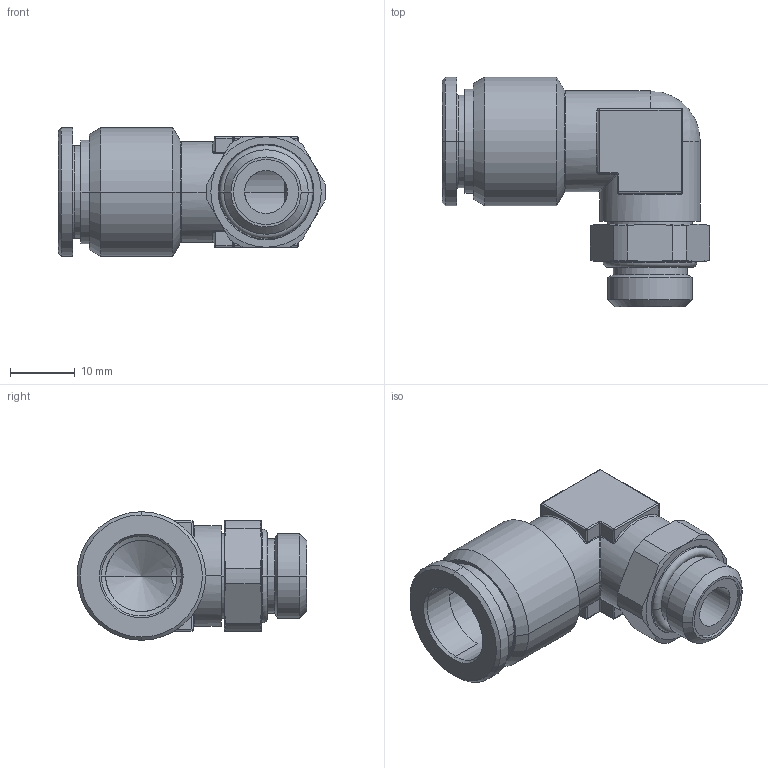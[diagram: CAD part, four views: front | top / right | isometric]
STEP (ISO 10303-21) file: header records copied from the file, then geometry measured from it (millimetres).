
FILE_DESCRIPTION((''),'2;1');
FILE_NAME('381074B_930X4-12F-1-4','2013-01-21T',('avs326'),(''),'PRO/ENGINEER BY PARAMETRIC TECHNOLOGY CORPORATION, 2011490','PRO/ENGINEER BY PARAMETRIC TECHNOLOGY CORPORATION, 2011490','');
FILE_SCHEMA(('CONFIG_CONTROL_DESIGN'));
Length unit declared in the file: millimetre
Products named in the file (1): 381074B_930X4-12F-1-4
Bounding box: 41.19 x 35.4 x 19.8 mm (x, y, z)
Volume: 8095.6 mm3; surface area: 6377.1 mm2
Topology: 2 solids, 2 shells, 186 faces, 406 edges, 230 vertices
Faces by surface type: cylinder 68, cone 38, plane 33, torus 20, bspline 14, sphere 13
Entity records: 5866 total; most frequent: CARTESIAN_POINT 1797, DIRECTION 904, ORIENTED_EDGE 806, EDGE_CURVE 403, AXIS2_PLACEMENT_3D 385, VERTEX_POINT 230, CIRCLE 213, EDGE_LOOP 199
